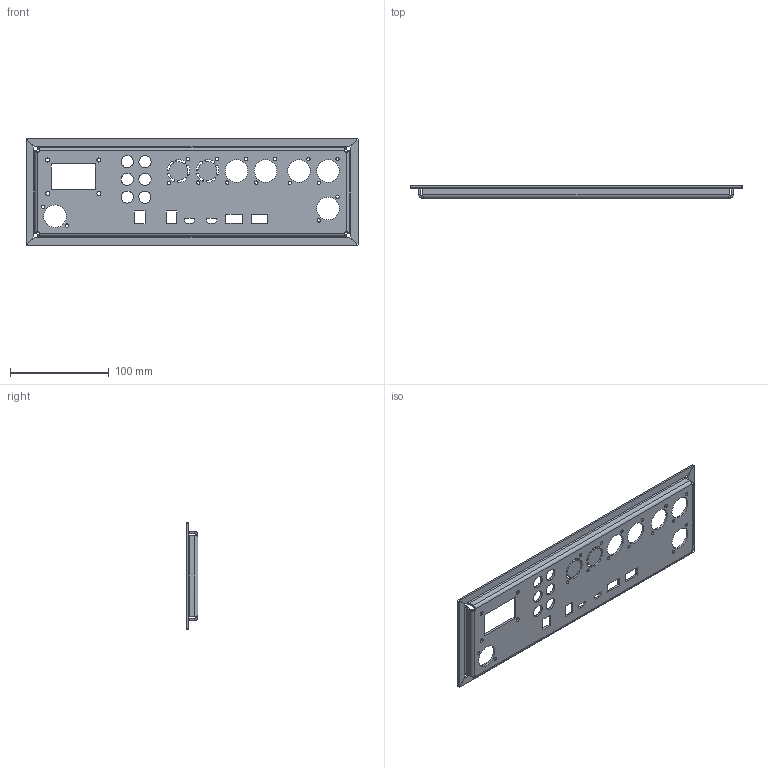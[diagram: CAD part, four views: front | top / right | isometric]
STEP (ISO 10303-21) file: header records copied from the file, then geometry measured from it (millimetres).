
FILE_DESCRIPTION(/* description */ ('Alibre Inc.'),/* implementation_level */ '2;1');
FILE_NAME(/* name */ 'export-A22D69DA-C114-473C-9EC7-C813009DEF15',/* time_stamp */ '2025-04-13T21:46:41-05:00',/* author */ (''),/* organization */ (''),/* preprocessor_version */ 'ST-DEVELOPER v17',/* originating_system */ 'Alibre',/* authorisation */ '');
FILE_SCHEMA (('CONFIG_CONTROL_DESIGN'));
Length unit declared in the file: centimetre
Bounding box: 336.99 x 12.03 x 108.02 mm (x, y, z)
Volume: 75861.3 mm3; surface area: 80025.4 mm2
Topology: 1 solids, 1 shells, 200 faces, 530 edges, 332 vertices
Faces by surface type: cylinder 92, plane 92, bspline 16
Full cylindrical faces by diameter (mm): 3.454 x16, 4.1 x4, 23 x6
Entity records: 6585 total; most frequent: CARTESIAN_POINT 1566, ORIENTED_EDGE 1008, DIRECTION 902, EDGE_CURVE 504, AXIS2_PLACEMENT_3D 346, VERTEX_POINT 332, EDGE_LOOP 324, FACE_BOUND 324
